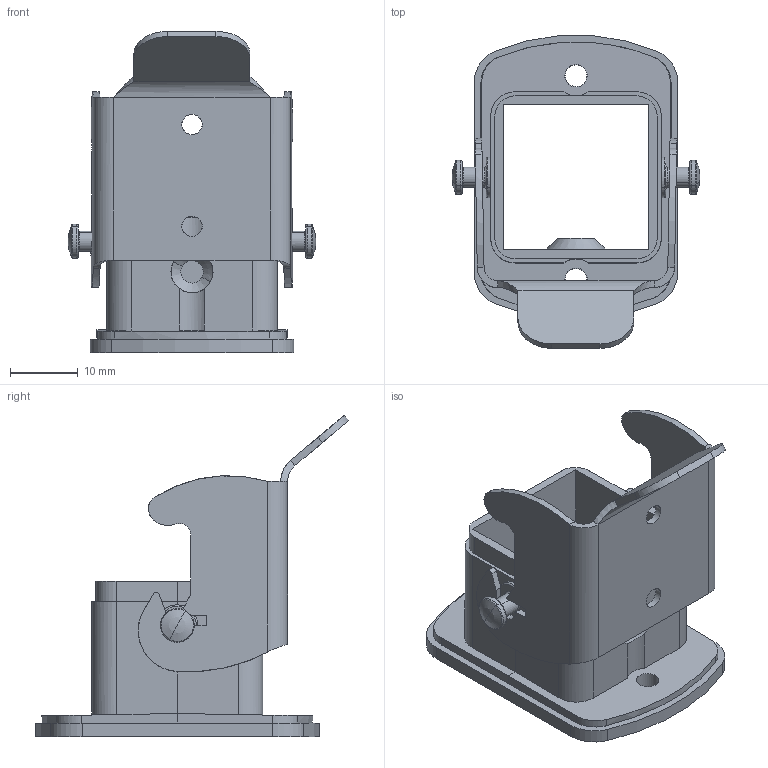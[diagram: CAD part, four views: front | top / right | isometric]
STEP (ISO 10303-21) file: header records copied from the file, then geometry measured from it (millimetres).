
FILE_DESCRIPTION(('CATIA V5 STEP Exchange','CAx-IF Rec.Pracs.--- Model Styling and Organization---1.5--- 2016-08-15','CAx-IF Rec.Pracs.---Supplemental Geometry---1.0---2011-11-01','CAx-IF Rec.Pracs.--- Composite Materials ---1.1---2010-07-15'),'2;1');
FILE_NAME ('014934-2_1', '2025-01-28T07:53:06+00:00', ('none'), ('Weidmueller'), 'CATIA Version 5-6 Release 2022 SP4 HF5', 'CATIA V5 STEP AP214 v3', 'none');
FILE_SCHEMA(('AUTOMOTIVE_DESIGN { 1 0 10303 214 1 1 1 1 }'));
Length unit declared in the file: millimetre
Products named in the file (1): 1497600000
Bounding box: 36.5 x 46.14 x 47.32 mm (x, y, z)
Volume: 7005.4 mm3; surface area: 9834.4 mm2
Topology: 1 solids, 1 shells, 210 faces, 543 edges, 338 vertices
Faces by surface type: cylinder 90, plane 89, torus 20, sphere 4, bspline 4, cone 3
Entity records: 6327 total; most frequent: CARTESIAN_POINT 1545, ORIENTED_EDGE 1078, DIRECTION 794, EDGE_CURVE 539, AXIS2_PLACEMENT_3D 344, VERTEX_POINT 338, VECTOR 293, LINE 293
